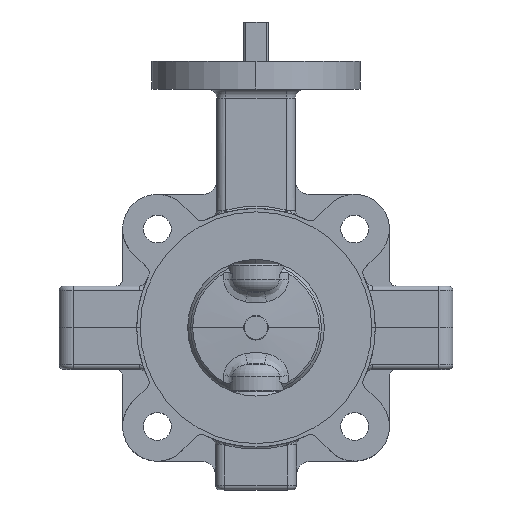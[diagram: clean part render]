
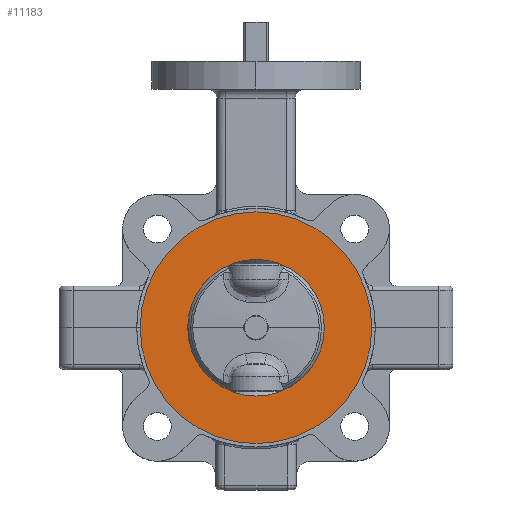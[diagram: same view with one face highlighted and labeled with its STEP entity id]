
A CAD part, top view. The second image highlights one B-rep face of the part: STEP entity #11183.
In plain terms, the highlighted planar face has unit normal (0, 0, 1).
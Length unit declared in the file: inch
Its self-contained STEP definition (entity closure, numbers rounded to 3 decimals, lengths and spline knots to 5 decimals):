
#423 = AXIS2_PLACEMENT_3D ( 'NONE', #7685, #8096, #8495 ) ;
#466 = CARTESIAN_POINT ( 'NONE',  ( 0., 0., 0.84646 ) ) ;
#692 = VERTEX_POINT ( 'NONE', #15370 ) ;
#779 = CARTESIAN_POINT ( 'NONE',  ( 0., -1.9685, 0.84646 ) ) ;
#902 = DIRECTION ( 'NONE',  ( 0., 1., 0. ) ) ;
#3860 = DIRECTION ( 'NONE',  ( 0., 0., -1. ) ) ;
#3935 = AXIS2_PLACEMENT_3D ( 'NONE', #466, #14150, #9580 ) ;
#4025 = CIRCLE ( 'NONE', #6882, 1.9685 ) ;
#5691 = DIRECTION ( 'NONE',  ( 0., 1., 0. ) ) ;
#6195 = ORIENTED_EDGE ( 'NONE', *, *, #18068, .T. ) ;
#6882 = AXIS2_PLACEMENT_3D ( 'NONE', #13223, #19258, #5691 ) ;
#7550 = VERTEX_POINT ( 'NONE', #14655 ) ;
#7685 = CARTESIAN_POINT ( 'NONE',  ( 0., 0., 0.84646 ) ) ;
#7798 = FACE_OUTER_BOUND ( 'NONE', #16335, .T. ) ;
#8096 = DIRECTION ( 'NONE',  ( 0., 0., -1. ) ) ;
#8190 = EDGE_CURVE ( 'NONE', #7550, #9233, #4025, .T. ) ;
#8495 = DIRECTION ( 'NONE',  ( 0., 1., 0. ) ) ;
#9233 = VERTEX_POINT ( 'NONE', #779 ) ;
#9580 = DIRECTION ( 'NONE',  ( 0., 1., 0. ) ) ;
#10026 = EDGE_LOOP ( 'NONE', ( #13281, #6195 ) ) ;
#10718 = DIRECTION ( 'NONE',  ( 0., 0., -1. ) ) ;
#10774 = VERTEX_POINT ( 'NONE', #15482 ) ;
#11183 = ADVANCED_FACE ( 'NONE', ( #7798, #12469 ), #13651, .F. ) ;
#12469 = FACE_BOUND ( 'NONE', #10026, .T. ) ;
#13040 = EDGE_CURVE ( 'NONE', #9233, #7550, #15529, .T. ) ;
#13223 = CARTESIAN_POINT ( 'NONE',  ( 0., 0., 0.84646 ) ) ;
#13281 = ORIENTED_EDGE ( 'NONE', *, *, #18313, .T. ) ;
#13476 = CARTESIAN_POINT ( 'NONE',  ( 0., 0., 0.84646 ) ) ;
#13651 = PLANE ( 'NONE',  #423 ) ;
#13737 = CIRCLE ( 'NONE', #3935, 1.16142 ) ;
#14150 = DIRECTION ( 'NONE',  ( 0., 0., -1. ) ) ;
#14391 = AXIS2_PLACEMENT_3D ( 'NONE', #13476, #10718, #16538 ) ;
#14655 = CARTESIAN_POINT ( 'NONE',  ( 0., 1.9685, 0.84646 ) ) ;
#14699 = CIRCLE ( 'NONE', #14391, 1.16142 ) ;
#15370 = CARTESIAN_POINT ( 'NONE',  ( 0., 1.16142, 0.84646 ) ) ;
#15482 = CARTESIAN_POINT ( 'NONE',  ( 0., -1.16142, 0.84646 ) ) ;
#15529 = CIRCLE ( 'NONE', #19026, 1.9685 ) ;
#15671 = CARTESIAN_POINT ( 'NONE',  ( 0., 0., 0.84646 ) ) ;
#16335 = EDGE_LOOP ( 'NONE', ( #19519, #17016 ) ) ;
#16538 = DIRECTION ( 'NONE',  ( 0., 1., 0. ) ) ;
#17016 = ORIENTED_EDGE ( 'NONE', *, *, #8190, .F. ) ;
#18068 = EDGE_CURVE ( 'NONE', #692, #10774, #14699, .T. ) ;
#18313 = EDGE_CURVE ( 'NONE', #10774, #692, #13737, .T. ) ;
#19026 = AXIS2_PLACEMENT_3D ( 'NONE', #15671, #3860, #902 ) ;
#19258 = DIRECTION ( 'NONE',  ( 0., 0., -1. ) ) ;
#19519 = ORIENTED_EDGE ( 'NONE', *, *, #13040, .F. ) ;
